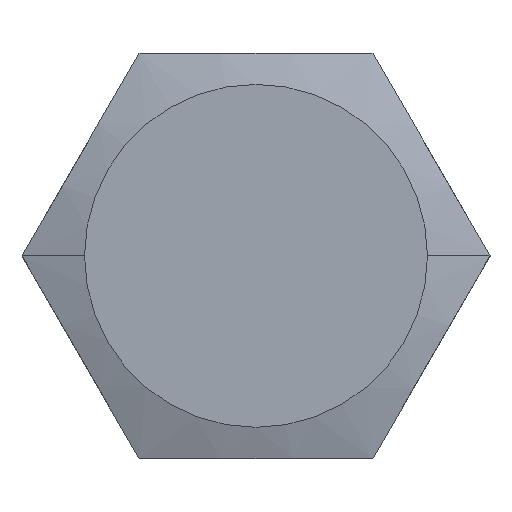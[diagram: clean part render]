
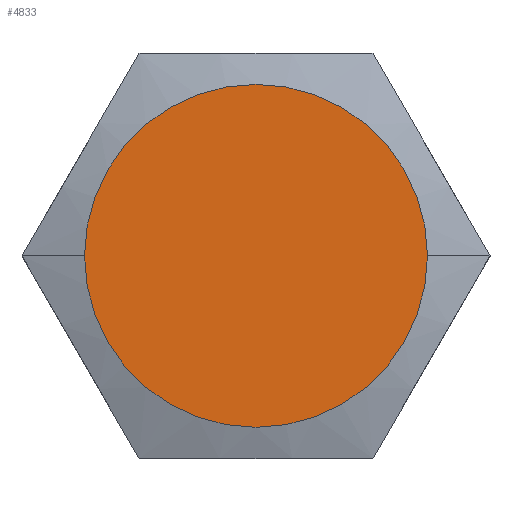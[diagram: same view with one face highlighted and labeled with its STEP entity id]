
A CAD part, top view. The second image highlights one B-rep face of the part: STEP entity #4833.
In plain terms, the highlighted planar face has unit normal (0, 0, 1).
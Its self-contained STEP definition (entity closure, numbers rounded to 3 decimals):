
#225=CARTESIAN_POINT('',(-5.5,0.,30.25));
#226=VERTEX_POINT('',#225);
#235=CARTESIAN_POINT('',(5.5,0.,30.25));
#236=VERTEX_POINT('',#235);
#237=CARTESIAN_POINT('',(0.,0.,30.25));
#238=DIRECTION('',(0.0,0.0,1.0));
#239=DIRECTION('',(-1.0,0.0,0.0));
#240=AXIS2_PLACEMENT_3D('',#237,#238,#239);
#241=CIRCLE('',#240,5.5);
#242=EDGE_CURVE('',#236,#226,#241,.T.);
#4604=CARTESIAN_POINT('',(0.,0.,30.25));
#4605=DIRECTION('',(0.0,0.0,1.0));
#4606=DIRECTION('',(-1.0,0.0,0.0));
#4607=AXIS2_PLACEMENT_3D('',#4604,#4605,#4606);
#4608=CIRCLE('',#4607,5.5);
#4609=EDGE_CURVE('',#226,#236,#4608,.T.);
#4824=CARTESIAN_POINT('',(3.753,6.5,30.25));
#4825=DIRECTION('',(0.0,0.0,-1.0));
#4826=DIRECTION('',(-1.0,0.0,0.0));
#4827=AXIS2_PLACEMENT_3D('',#4824,#4825,#4826);
#4828=PLANE('',#4827);
#4829=ORIENTED_EDGE('',*,*,#4609,.T.);
#4830=ORIENTED_EDGE('',*,*,#242,.T.);
#4831=EDGE_LOOP('',(#4829,#4830));
#4832=FACE_OUTER_BOUND('',#4831,.T.);
#4833=ADVANCED_FACE('',(#4832),#4828,.F.);
